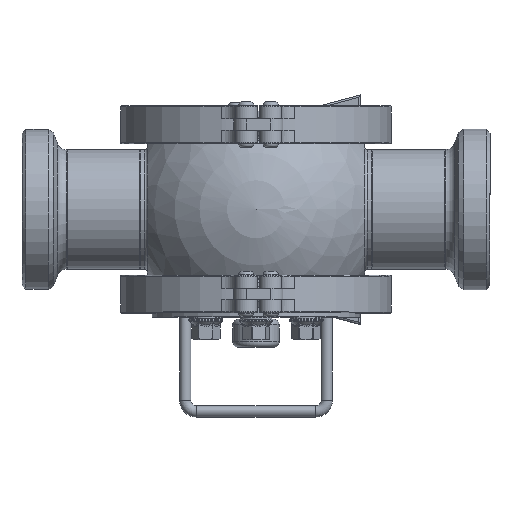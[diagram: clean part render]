
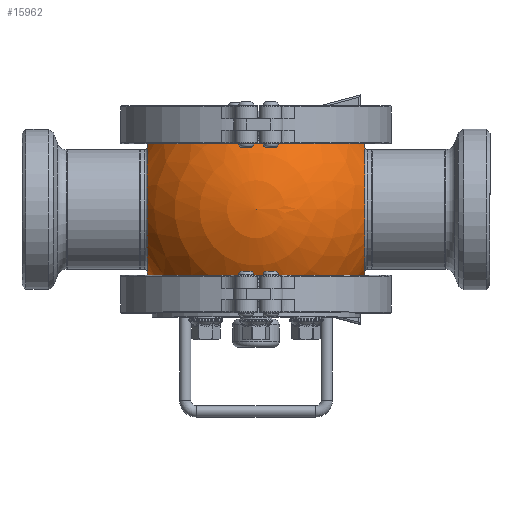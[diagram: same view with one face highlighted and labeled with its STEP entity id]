
A CAD part, top view. The second image highlights one B-rep face of the part: STEP entity #15962.
In plain terms, the highlighted spherical face has radius 69 mm.
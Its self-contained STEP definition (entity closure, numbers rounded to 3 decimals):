
#155=SPHERICAL_SURFACE('',#17163,69.);
#1373=FACE_OUTER_BOUND('',#2372,.T.);
#2372=EDGE_LOOP('',(#10257,#10258,#10259,#10260,#10261,#10262,#10263));
#3536=CIRCLE('',#17119,38.141);
#3549=CIRCLE('',#17139,59.482);
#3550=CIRCLE('',#17141,59.482);
#3568=CIRCLE('',#17164,38.141);
#3569=CIRCLE('',#17165,69.);
#3570=CIRCLE('',#17166,38.141);
#6160=VERTEX_POINT('',#24731);
#6161=VERTEX_POINT('',#24733);
#6175=VERTEX_POINT('',#24805);
#6176=VERTEX_POINT('',#24809);
#6205=VERTEX_POINT('',#24963);
#6206=VERTEX_POINT('',#24965);
#7681=EDGE_CURVE('',#6161,#6160,#3536,.T.);
#7705=EDGE_CURVE('',#6160,#6175,#3549,.T.);
#7706=EDGE_CURVE('',#6161,#6176,#3550,.T.);
#7746=EDGE_CURVE('',#6175,#6205,#3568,.T.);
#7747=EDGE_CURVE('',#6206,#6205,#3569,.T.);
#7748=EDGE_CURVE('',#6205,#6176,#3570,.T.);
#10257=ORIENTED_EDGE('',*,*,#7681,.T.);
#10258=ORIENTED_EDGE('',*,*,#7705,.T.);
#10259=ORIENTED_EDGE('',*,*,#7746,.T.);
#10260=ORIENTED_EDGE('',*,*,#7747,.F.);
#10261=ORIENTED_EDGE('',*,*,#7747,.T.);
#10262=ORIENTED_EDGE('',*,*,#7748,.T.);
#10263=ORIENTED_EDGE('',*,*,#7706,.F.);
#15962=ADVANCED_FACE('',(#1373),#155,.T.);
#17119=AXIS2_PLACEMENT_3D('',#24734,#19477,#19478);
#17139=AXIS2_PLACEMENT_3D('',#24807,#19520,#19521);
#17141=AXIS2_PLACEMENT_3D('',#24810,#19524,#19525);
#17163=AXIS2_PLACEMENT_3D('',#24962,#19578,#19579);
#17164=AXIS2_PLACEMENT_3D('',#24964,#19580,#19581);
#17165=AXIS2_PLACEMENT_3D('',#24966,#19582,#19583);
#17166=AXIS2_PLACEMENT_3D('',#24967,#19584,#19585);
#19477=DIRECTION('center_axis',(1.,0.,0.));
#19478=DIRECTION('ref_axis',(0.,0.,
-1.));
#19520=DIRECTION('center_axis',(0.,1.,0.));
#19521=DIRECTION('ref_axis',(1.,0.,0.));
#19524=DIRECTION('center_axis',(0.,1.,0.));
#19525=DIRECTION('ref_axis',(1.,0.,0.));
#19578=DIRECTION('center_axis',(0.,0.,
1.));
#19579=DIRECTION('ref_axis',(-1.,0.,0.));
#19580=DIRECTION('center_axis',(-1.,0.,0.));
#19581=DIRECTION('ref_axis',(0.,0.,
1.));
#19582=DIRECTION('center_axis',(0.,1.,0.));
#19583=DIRECTION('ref_axis',(1.,0.,0.));
#19584=DIRECTION('center_axis',(-1.,0.,0.));
#19585=DIRECTION('ref_axis',(0.,0.,
1.));
#24731=CARTESIAN_POINT('',(-57.5,-34.97,15.227));
#24733=CARTESIAN_POINT('',(-57.5,34.97,15.227));
#24734=CARTESIAN_POINT('Origin',(-57.5,0.,0.));
#24805=CARTESIAN_POINT('',(57.5,-34.97,15.227));
#24807=CARTESIAN_POINT('Origin',(0.,-34.97,
0.));
#24809=CARTESIAN_POINT('',(57.5,34.97,15.227));
#24810=CARTESIAN_POINT('Origin',(0.,34.97,
0.));
#24962=CARTESIAN_POINT('Origin',(0.,0.,0.));
#24963=CARTESIAN_POINT('',(57.5,0.,38.141));
#24964=CARTESIAN_POINT('Origin',(57.5,0.,0.));
#24965=CARTESIAN_POINT('',(0.,0.,69.));
#24966=CARTESIAN_POINT('Origin',(0.,0.,0.));
#24967=CARTESIAN_POINT('Origin',(57.5,0.,0.));
